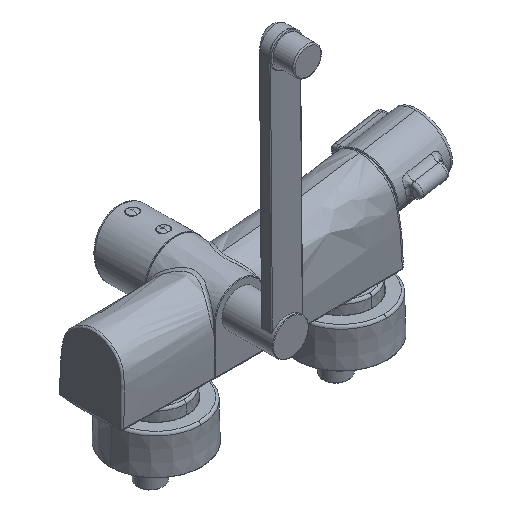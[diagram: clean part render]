
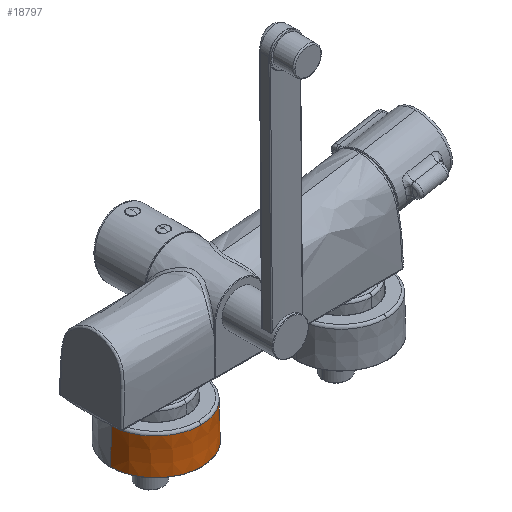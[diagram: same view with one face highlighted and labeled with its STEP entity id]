
A CAD part, isometric view. The second image highlights one B-rep face of the part: STEP entity #18797.
In plain terms, the highlighted conical face has half-angle 1 degrees and reference radius 36.2 mm.
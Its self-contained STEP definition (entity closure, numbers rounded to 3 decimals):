
#67 = VERTEX_POINT ( 'NONE', #5390 ) ;
#511 = DIRECTION ( 'NONE',  ( 0., 1., -0.008 ) ) ;
#979 = EDGE_LOOP ( 'NONE', ( #16411, #15331, #10923, #17665, #22271, #9154 ) ) ;
#1489 = AXIS2_PLACEMENT_3D ( 'NONE', #4704, #10777, #22645 ) ;
#2031 = EDGE_CURVE ( 'NONE', #7477, #22709, #16219, .T. ) ;
#3187 = VERTEX_POINT ( 'NONE', #6097 ) ;
#3884 = CARTESIAN_POINT ( 'NONE',  ( -38.885, -0.289, -14.769 ) ) ;
#4323 = LINE ( 'NONE', #18732, #9112 ) ;
#4704 = CARTESIAN_POINT ( 'NONE',  ( -75.085, -0.549, -45.463 ) ) ;
#4885 = DIRECTION ( 'NONE',  ( 0., 0.008, 1. ) ) ;
#5032 = CARTESIAN_POINT ( 'NONE',  ( -111.32, -0.306, -16.734 ) ) ;
#5203 = DIRECTION ( 'NONE',  ( 0., -0.008, -1. ) ) ;
#5390 = CARTESIAN_POINT ( 'NONE',  ( -38.35, -0.549, -45.463 ) ) ;
#6097 = CARTESIAN_POINT ( 'NONE',  ( -111.821, -0.549, -45.462 ) ) ;
#7004 = EDGE_CURVE ( 'NONE', #22709, #12435, #10407, .T. ) ;
#7381 = CONICAL_SURFACE ( 'NONE', #23564, 36.2, 0.017 ) ;
#7477 = VERTEX_POINT ( 'NONE', #8708 ) ;
#7759 = AXIS2_PLACEMENT_3D ( 'NONE', #22509, #16102, #10202 ) ;
#8012 = VECTOR ( 'NONE', #20200, 1000. ) ;
#8708 = CARTESIAN_POINT ( 'NONE',  ( -38.851, -0.306, -16.734 ) ) ;
#9112 = VECTOR ( 'NONE', #12480, 1000. ) ;
#9154 = ORIENTED_EDGE ( 'NONE', *, *, #21005, .F. ) ;
#9189 = EDGE_CURVE ( 'NONE', #12435, #3187, #4323, .T. ) ;
#9688 = CARTESIAN_POINT ( 'NONE',  ( -75.085, -37.283, -45.152 ) ) ;
#10202 = DIRECTION ( 'NONE',  ( 0., -1., 0.008 ) ) ;
#10407 = CIRCLE ( 'NONE', #15500, 36.234 ) ;
#10777 = DIRECTION ( 'NONE',  ( 0., 0.008, 1. ) ) ;
#10923 = ORIENTED_EDGE ( 'NONE', *, *, #9189, .T. ) ;
#11118 = EDGE_CURVE ( 'NONE', #24232, #67, #24754, .T. ) ;
#11815 = EDGE_CURVE ( 'NONE', #3187, #24232, #15481, .T. ) ;
#12435 = VERTEX_POINT ( 'NONE', #5032 ) ;
#12480 = DIRECTION ( 'NONE',  ( -0.017, -0.008, -1. ) ) ;
#12816 = FACE_OUTER_BOUND ( 'NONE', #979, .T. ) ;
#14223 = DIRECTION ( 'NONE',  ( 0., -1., 0.008 ) ) ;
#15331 = ORIENTED_EDGE ( 'NONE', *, *, #7004, .T. ) ;
#15481 = CIRCLE ( 'NONE', #19782, 36.736 ) ;
#15500 = AXIS2_PLACEMENT_3D ( 'NONE', #24302, #23687, #14223 ) ;
#16102 = DIRECTION ( 'NONE',  ( 0., -0.008, -1. ) ) ;
#16219 = CIRCLE ( 'NONE', #7759, 36.234 ) ;
#16411 = ORIENTED_EDGE ( 'NONE', *, *, #2031, .T. ) ;
#17277 = CARTESIAN_POINT ( 'NONE',  ( -75.085, -36.539, -16.427 ) ) ;
#17335 = CARTESIAN_POINT ( 'NONE',  ( -75.085, -0.289, -14.769 ) ) ;
#17665 = ORIENTED_EDGE ( 'NONE', *, *, #11815, .T. ) ;
#18732 = CARTESIAN_POINT ( 'NONE',  ( -111.285, -0.289, -14.769 ) ) ;
#18797 = ADVANCED_FACE ( 'NONE', ( #12816 ), #7381, .T. ) ;
#19290 = DIRECTION ( 'NONE',  ( 1., 0., 0. ) ) ;
#19782 = AXIS2_PLACEMENT_3D ( 'NONE', #23361, #4885, #511 ) ;
#20200 = DIRECTION ( 'NONE',  ( 0.017, -0.008, -1. ) ) ;
#21005 = EDGE_CURVE ( 'NONE', #7477, #67, #24289, .T. ) ;
#22271 = ORIENTED_EDGE ( 'NONE', *, *, #11118, .T. ) ;
#22509 = CARTESIAN_POINT ( 'NONE',  ( -75.085, -0.306, -16.734 ) ) ;
#22645 = DIRECTION ( 'NONE',  ( 0., 1., -0.008 ) ) ;
#22709 = VERTEX_POINT ( 'NONE', #17277 ) ;
#23361 = CARTESIAN_POINT ( 'NONE',  ( -75.085, -0.549, -45.463 ) ) ;
#23564 = AXIS2_PLACEMENT_3D ( 'NONE', #17335, #5203, #19290 ) ;
#23687 = DIRECTION ( 'NONE',  ( 0., -0.008, -1. ) ) ;
#24232 = VERTEX_POINT ( 'NONE', #9688 ) ;
#24289 = LINE ( 'NONE', #3884, #8012 ) ;
#24302 = CARTESIAN_POINT ( 'NONE',  ( -75.085, -0.306, -16.734 ) ) ;
#24754 = CIRCLE ( 'NONE', #1489, 36.736 ) ;
